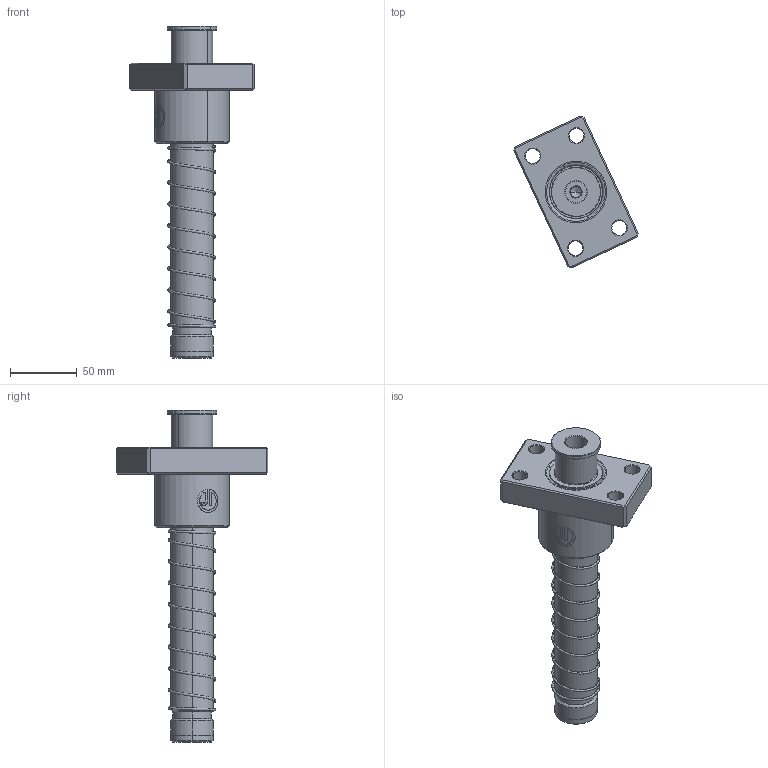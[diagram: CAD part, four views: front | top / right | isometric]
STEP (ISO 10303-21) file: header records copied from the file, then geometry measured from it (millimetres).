
FILE_DESCRIPTION (( 'STEP AP214' ), '1' );
FILE_NAME ('FKSH FKJH-D32-L220.STEP', '2021-09-15T09:09:51', ( '' ), ( '' ), 'SwSTEP 2.0', 'SolidWorks 2016', '' );
FILE_SCHEMA (( 'AUTOMOTIVE_DESIGN' ));
Length unit declared in the file: millimetre
Products named in the file (256): BALL-D4; FKSH FKJH-D32-L220; MGK-D32-L220; GTK-D37-d31; SAB-32-1; HWP-D35.7-d32.5-L130; BSH-39.5-32.5-L60; SAB-32; BSH-D39.5-32.5-L60郪蚾
Assembly tree (249 placements, depth 3):
  BALL-D4
  BALL-D4
  BALL-D4
  BALL-D4
  BALL-D4
Bounding box: 93.07 x 113.44 x 248 mm (x, y, z)
Volume: 345992.4 mm3; surface area: 119955.7 mm2
Topology: 244 solids, 244 shells, 1109 faces, 4819 edges, 3205 vertices
Faces by surface type: sphere 952, plane 49, cylinder 44, cone 42, bspline 14, torus 8
Entity records: 53968 total; most frequent: CARTESIAN_POINT 32705, ORIENTED_EDGE 3744, DIRECTION 3236, EDGE_CURVE 1872, AXIS2_PLACEMENT_3D 1529, VERTEX_POINT 1233, EDGE_LOOP 1137, B_SPLINE_CURVE_WITH_KNOTS 1045
